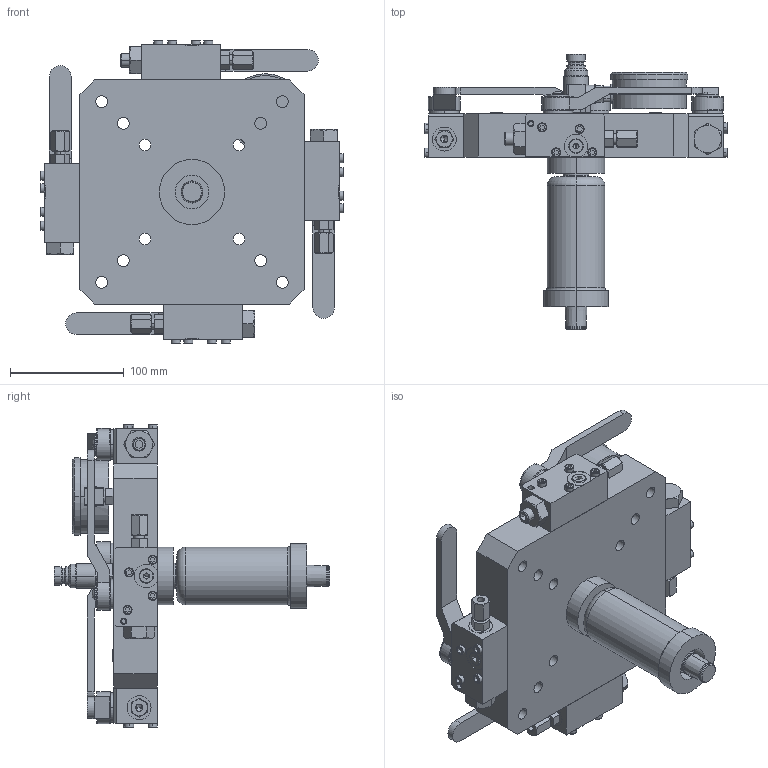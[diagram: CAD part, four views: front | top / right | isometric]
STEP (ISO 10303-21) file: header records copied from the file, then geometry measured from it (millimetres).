
FILE_DESCRIPTION((''),'2;1');
FILE_NAME('ILC56000302_ASM','2008-04-16T',('jdw'),(''),'PRO/ENGINEER BY PARAMETRIC TECHNOLOGY CORPORATION, 2007460','PRO/ENGINEER BY PARAMETRIC TECHNOLOGY CORPORATION, 2007460','');
FILE_SCHEMA(('AUTOMOTIVE_DESIGN_CC2 { 1 2 10303 214 -1 1 5 2 }'));
Length unit declared in the file: inch
Products named in the file (6): ILC56000302_PLATE; ILC56000302_70101703; ILC56000302_70101700; ILC56000302_301621444; ILC56000302_72212152; ILC56000302_ASM
Assembly tree (7 placements, depth 2):
  ILC56000302_ASM
    ILC56000302_PLATE
    ILC56000302_70101703
    ILC56000302_70101700  x3
    ILC56000302_301621444
    ILC56000302_72212152
Bounding box: 266.66 x 241.99 x 266.66 mm (x, y, z)
Volume: 2221517.2 mm3; surface area: 301366 mm2
Topology: 8 solids, 31 shells, 1332 faces, 3015 edges, 1900 vertices
Faces by surface type: plane 611, cylinder 443, cone 250, torus 20, bspline 8
Entity records: 28727 total; most frequent: CARTESIAN_POINT 4886, DIRECTION 4766, ORIENTED_EDGE 4062, EDGE_CURVE 2047, AXIS2_PLACEMENT_3D 1860, VERTEX_POINT 1300, EDGE_LOOP 1101, VECTOR 1046
